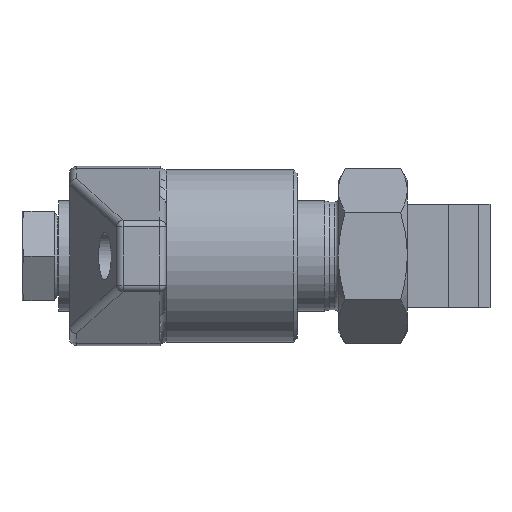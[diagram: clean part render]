
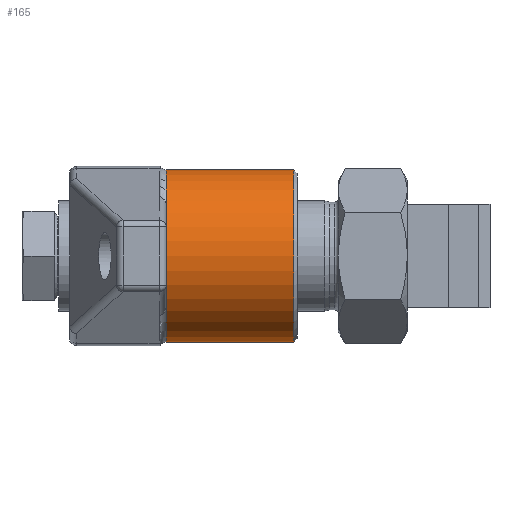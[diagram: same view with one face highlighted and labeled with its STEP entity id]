
A CAD part, left-side view. The second image highlights one B-rep face of the part: STEP entity #165.
In plain terms, the highlighted cylindrical face has radius 12.5 mm (diameter 25 mm), a partial arc.
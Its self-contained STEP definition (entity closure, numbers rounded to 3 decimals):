
#14 = CARTESIAN_POINT ( 'NONE',  ( 0., 35., 0. ) ) ;
#76 = FACE_OUTER_BOUND ( 'NONE', #2702, .T. ) ;
#91 = ORIENTED_EDGE ( 'NONE', *, *, #3913, .T. ) ;
#165 = ADVANCED_FACE ( 'NONE', ( #76 ), #1712, .T. ) ;
#190 = EDGE_CURVE ( 'NONE', #3779, #1552, #397, .T. ) ;
#397 = LINE ( 'NONE', #1784, #2686 ) ;
#787 = DIRECTION ( 'NONE',  ( 0., -1., 0. ) ) ;
#983 = VERTEX_POINT ( 'NONE', #3164 ) ;
#1069 = DIRECTION ( 'NONE',  ( 0., 1., 0. ) ) ;
#1209 = VECTOR ( 'NONE', #3260, 1000. ) ;
#1223 = AXIS2_PLACEMENT_3D ( 'NONE', #1378, #1069, #3030 ) ;
#1233 = CARTESIAN_POINT ( 'NONE',  ( 0., 35., -12.5 ) ) ;
#1291 = CIRCLE ( 'NONE', #1223, 12.5 ) ;
#1314 = DIRECTION ( 'NONE',  ( 0., 0., -1. ) ) ;
#1352 = DIRECTION ( 'NONE',  ( 0., -1., 0. ) ) ;
#1378 = CARTESIAN_POINT ( 'NONE',  ( 0., 16.5, 0. ) ) ;
#1400 = CARTESIAN_POINT ( 'NONE',  ( 0., 16., 0. ) ) ;
#1552 = VERTEX_POINT ( 'NONE', #2661 ) ;
#1636 = VERTEX_POINT ( 'NONE', #3851 ) ;
#1712 = CYLINDRICAL_SURFACE ( 'NONE', #3995, 12.5 ) ;
#1784 = CARTESIAN_POINT ( 'NONE',  ( 0., 16., -12.5 ) ) ;
#2042 = DIRECTION ( 'NONE',  ( 0., 0., -1. ) ) ;
#2139 = EDGE_CURVE ( 'NONE', #983, #3779, #3617, .T. ) ;
#2605 = LINE ( 'NONE', #2963, #1209 ) ;
#2661 = CARTESIAN_POINT ( 'NONE',  ( 0., 16.5, -12.5 ) ) ;
#2686 = VECTOR ( 'NONE', #3049, 1000. ) ;
#2702 = EDGE_LOOP ( 'NONE', ( #3566, #3978, #4066, #91 ) ) ;
#2963 = CARTESIAN_POINT ( 'NONE',  ( 0., 16., 12.5 ) ) ;
#3030 = DIRECTION ( 'NONE',  ( 0., 0., -1. ) ) ;
#3049 = DIRECTION ( 'NONE',  ( 0., -1., 0. ) ) ;
#3139 = EDGE_CURVE ( 'NONE', #983, #1636, #2605, .T. ) ;
#3164 = CARTESIAN_POINT ( 'NONE',  ( 0., 35., 12.5 ) ) ;
#3260 = DIRECTION ( 'NONE',  ( 0., -1., 0. ) ) ;
#3566 = ORIENTED_EDGE ( 'NONE', *, *, #3139, .F. ) ;
#3617 = CIRCLE ( 'NONE', #3969, 12.5 ) ;
#3779 = VERTEX_POINT ( 'NONE', #1233 ) ;
#3851 = CARTESIAN_POINT ( 'NONE',  ( 0., 16.5, 12.5 ) ) ;
#3913 = EDGE_CURVE ( 'NONE', #1552, #1636, #1291, .T. ) ;
#3969 = AXIS2_PLACEMENT_3D ( 'NONE', #14, #1352, #1314 ) ;
#3978 = ORIENTED_EDGE ( 'NONE', *, *, #2139, .T. ) ;
#3995 = AXIS2_PLACEMENT_3D ( 'NONE', #1400, #787, #2042 ) ;
#4066 = ORIENTED_EDGE ( 'NONE', *, *, #190, .T. ) ;
